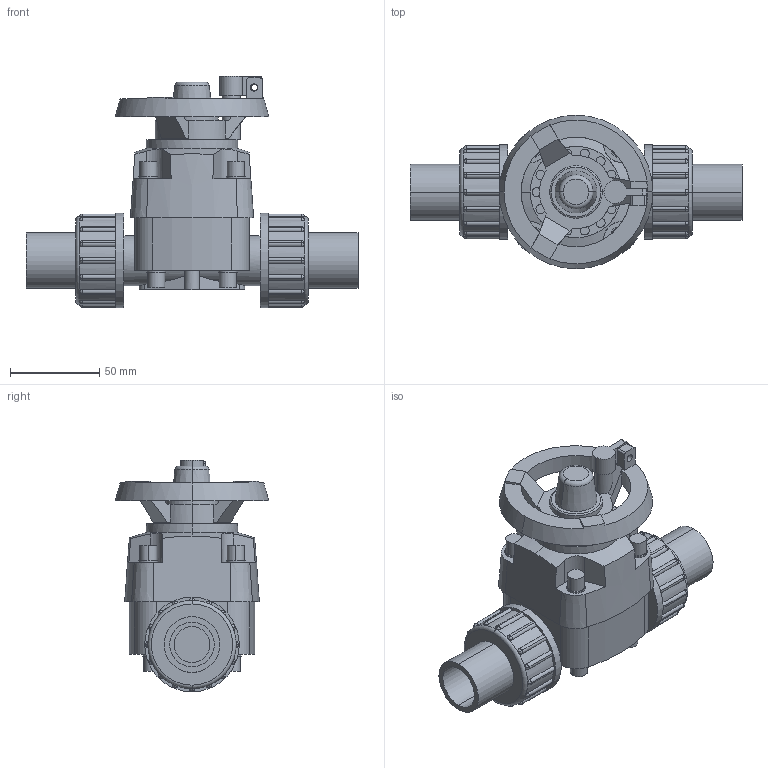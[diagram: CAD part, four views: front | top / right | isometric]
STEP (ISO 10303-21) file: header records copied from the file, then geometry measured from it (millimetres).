
FILE_DESCRIPTION(('STEP AP214'),'1');
FILE_NAME('cctmp_86D15F45-46CB-4567-A281-0544AC2359E6_2021_10_26_11_14_36_0164..stp','2021-10-26T09:14:36',('Praher Valves GmbH'),('CADClick - www.CADClick.com'),'Spatial InterOp 3D',' ','unknown authorization');
FILE_SCHEMA(('AUTOMOTIVE_DESIGN'));
Length unit declared in the file: millimetre
Products named in the file (1): 125075
Bounding box: 186 x 86 x 129.8 mm (x, y, z)
Volume: 460717.2 mm3; surface area: 87050.2 mm2
Topology: 1 solids, 4 shells, 438 faces, 1113 edges, 714 vertices
Faces by surface type: cylinder 210, plane 144, sphere 64, cone 12, torus 8
Entity records: 18262 total; most frequent: CARTESIAN_POINT 3812, DIRECTION 2486, ORIENTED_EDGE 2226, EDGE_CURVE 1113, AXIS2_PLACEMENT_3D 1038, VERTEX_POINT 714, CIRCLE 583, EDGE_LOOP 479
